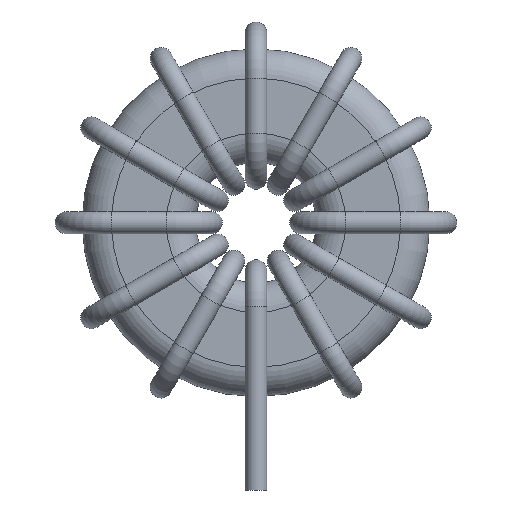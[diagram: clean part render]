
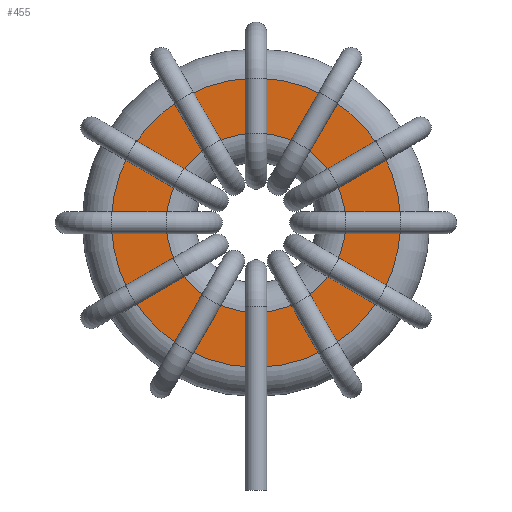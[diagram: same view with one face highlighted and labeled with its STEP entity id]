
A CAD part, front view. The second image highlights one B-rep face of the part: STEP entity #455.
In plain terms, the highlighted planar face has unit normal (0, -1, 0).
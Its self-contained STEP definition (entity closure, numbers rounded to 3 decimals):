
#164 = VERTEX_POINT('',#165);
#165 = CARTESIAN_POINT('',(2.35,-4.975,4.9));
#174 = VERTEX_POINT('',#175);
#175 = CARTESIAN_POINT('',(1.125,-4.975,7.022));
#182 = EDGE_CURVE('',#164,#174,#183,.T.);
#183 = CIRCLE('',#184,2.45);
#184 = AXIS2_PLACEMENT_3D('',#185,#186,#187);
#185 = CARTESIAN_POINT('',(-0.1,-4.975,4.9));
#186 = DIRECTION('',(0.,-1.,0.));
#187 = DIRECTION('',(1.,0.,0.));
#199 = EDGE_CURVE('',#200,#164,#202,.T.);
#200 = VERTEX_POINT('',#201);
#201 = CARTESIAN_POINT('',(1.125,-4.975,2.778));
#202 = CIRCLE('',#203,2.45);
#203 = AXIS2_PLACEMENT_3D('',#204,#205,#206);
#204 = CARTESIAN_POINT('',(-0.1,-4.975,4.9));
#205 = DIRECTION('',(0.,-1.,0.));
#206 = DIRECTION('',(1.,0.,0.));
#436 = VERTEX_POINT('',#437);
#437 = CARTESIAN_POINT('',(-1.325,-4.975,7.022));
#444 = EDGE_CURVE('',#174,#436,#445,.T.);
#445 = CIRCLE('',#446,2.45);
#446 = AXIS2_PLACEMENT_3D('',#447,#448,#449);
#447 = CARTESIAN_POINT('',(-0.1,-4.975,4.9));
#448 = DIRECTION('',(0.,-1.,0.));
#449 = DIRECTION('',(1.,0.,0.));
#455 = ADVANCED_FACE('',(#456,#512),#542,.T.);
#456 = FACE_BOUND('',#457,.T.);
#457 = EDGE_LOOP('',(#458,#469,#478,#487,#496,#505));
#458 = ORIENTED_EDGE('',*,*,#459,.T.);
#459 = EDGE_CURVE('',#460,#462,#464,.T.);
#460 = VERTEX_POINT('',#461);
#461 = CARTESIAN_POINT('',(3.85,-4.975,4.9));
#462 = VERTEX_POINT('',#463);
#463 = CARTESIAN_POINT('',(1.875,-4.975,8.321));
#464 = CIRCLE('',#465,3.95);
#465 = AXIS2_PLACEMENT_3D('',#466,#467,#468);
#466 = CARTESIAN_POINT('',(-0.1,-4.975,4.9));
#467 = DIRECTION('',(0.,-1.,0.));
#468 = DIRECTION('',(1.,0.,0.));
#469 = ORIENTED_EDGE('',*,*,#470,.T.);
#470 = EDGE_CURVE('',#462,#471,#473,.T.);
#471 = VERTEX_POINT('',#472);
#472 = CARTESIAN_POINT('',(-2.075,-4.975,8.321));
#473 = CIRCLE('',#474,3.95);
#474 = AXIS2_PLACEMENT_3D('',#475,#476,#477);
#475 = CARTESIAN_POINT('',(-0.1,-4.975,4.9));
#476 = DIRECTION('',(0.,-1.,0.));
#477 = DIRECTION('',(1.,0.,0.));
#478 = ORIENTED_EDGE('',*,*,#479,.T.);
#479 = EDGE_CURVE('',#471,#480,#482,.T.);
#480 = VERTEX_POINT('',#481);
#481 = CARTESIAN_POINT('',(-4.05,-4.975,4.9));
#482 = CIRCLE('',#483,3.95);
#483 = AXIS2_PLACEMENT_3D('',#484,#485,#486);
#484 = CARTESIAN_POINT('',(-0.1,-4.975,4.9));
#485 = DIRECTION('',(0.,-1.,0.));
#486 = DIRECTION('',(1.,0.,0.));
#487 = ORIENTED_EDGE('',*,*,#488,.T.);
#488 = EDGE_CURVE('',#480,#489,#491,.T.);
#489 = VERTEX_POINT('',#490);
#490 = CARTESIAN_POINT('',(-2.075,-4.975,1.479));
#491 = CIRCLE('',#492,3.95);
#492 = AXIS2_PLACEMENT_3D('',#493,#494,#495);
#493 = CARTESIAN_POINT('',(-0.1,-4.975,4.9));
#494 = DIRECTION('',(0.,-1.,0.));
#495 = DIRECTION('',(1.,0.,0.));
#496 = ORIENTED_EDGE('',*,*,#497,.T.);
#497 = EDGE_CURVE('',#489,#498,#500,.T.);
#498 = VERTEX_POINT('',#499);
#499 = CARTESIAN_POINT('',(1.875,-4.975,1.479));
#500 = CIRCLE('',#501,3.95);
#501 = AXIS2_PLACEMENT_3D('',#502,#503,#504);
#502 = CARTESIAN_POINT('',(-0.1,-4.975,4.9));
#503 = DIRECTION('',(0.,-1.,0.));
#504 = DIRECTION('',(1.,0.,0.));
#505 = ORIENTED_EDGE('',*,*,#506,.T.);
#506 = EDGE_CURVE('',#498,#460,#507,.T.);
#507 = CIRCLE('',#508,3.95);
#508 = AXIS2_PLACEMENT_3D('',#509,#510,#511);
#509 = CARTESIAN_POINT('',(-0.1,-4.975,4.9));
#510 = DIRECTION('',(0.,-1.,0.));
#511 = DIRECTION('',(1.,0.,0.));
#512 = FACE_BOUND('',#513,.T.);
#513 = EDGE_LOOP('',(#514,#515,#516,#525,#534,#541));
#514 = ORIENTED_EDGE('',*,*,#182,.F.);
#515 = ORIENTED_EDGE('',*,*,#199,.F.);
#516 = ORIENTED_EDGE('',*,*,#517,.F.);
#517 = EDGE_CURVE('',#518,#200,#520,.T.);
#518 = VERTEX_POINT('',#519);
#519 = CARTESIAN_POINT('',(-1.325,-4.975,2.778));
#520 = CIRCLE('',#521,2.45);
#521 = AXIS2_PLACEMENT_3D('',#522,#523,#524);
#522 = CARTESIAN_POINT('',(-0.1,-4.975,4.9));
#523 = DIRECTION('',(0.,-1.,0.));
#524 = DIRECTION('',(1.,0.,0.));
#525 = ORIENTED_EDGE('',*,*,#526,.F.);
#526 = EDGE_CURVE('',#527,#518,#529,.T.);
#527 = VERTEX_POINT('',#528);
#528 = CARTESIAN_POINT('',(-2.55,-4.975,4.9));
#529 = CIRCLE('',#530,2.45);
#530 = AXIS2_PLACEMENT_3D('',#531,#532,#533);
#531 = CARTESIAN_POINT('',(-0.1,-4.975,4.9));
#532 = DIRECTION('',(0.,-1.,0.));
#533 = DIRECTION('',(1.,0.,0.));
#534 = ORIENTED_EDGE('',*,*,#535,.F.);
#535 = EDGE_CURVE('',#436,#527,#536,.T.);
#536 = CIRCLE('',#537,2.45);
#537 = AXIS2_PLACEMENT_3D('',#538,#539,#540);
#538 = CARTESIAN_POINT('',(-0.1,-4.975,4.9));
#539 = DIRECTION('',(0.,-1.,0.));
#540 = DIRECTION('',(1.,0.,0.));
#541 = ORIENTED_EDGE('',*,*,#444,.F.);
#542 = PLANE('',#543);
#543 = AXIS2_PLACEMENT_3D('',#544,#545,#546);
#544 = CARTESIAN_POINT('',(-0.1,-4.975,4.9));
#545 = DIRECTION('',(-0.,-1.,-0.));
#546 = DIRECTION('',(1.,0.,0.));
